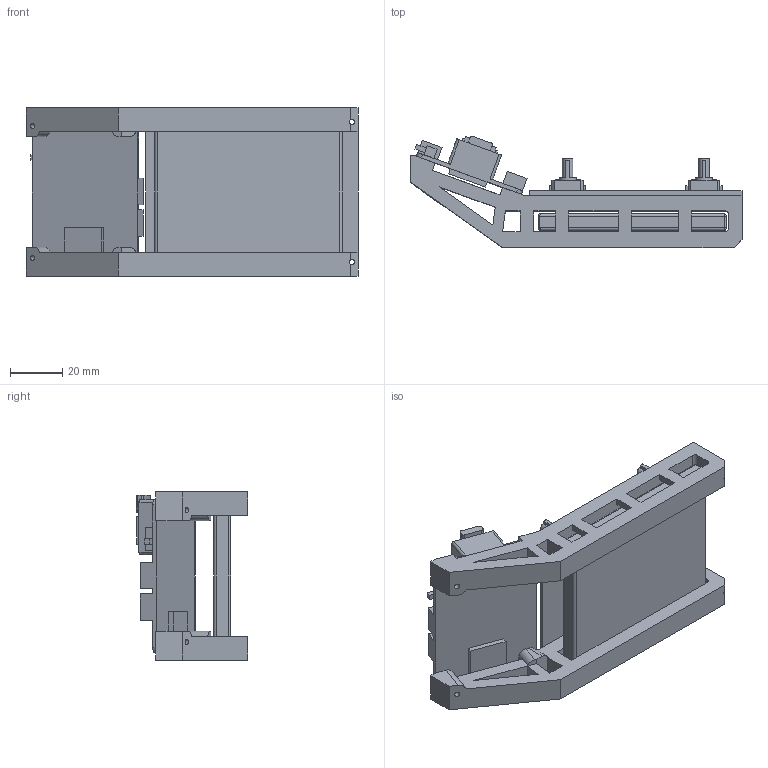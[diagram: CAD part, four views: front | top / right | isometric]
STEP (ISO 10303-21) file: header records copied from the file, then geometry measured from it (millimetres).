
FILE_DESCRIPTION(/* description */ (''),/* implementation_level */ '2;1');
FILE_NAME(/* name */ 'xiao synth v6.step',/* time_stamp */ '2024-10-21T20:43:16+05:30',/* author */ (''),/* organization */ (''),/* preprocessor_version */ 'ST-DEVELOPER v20',/* originating_system */ 'Autodesk Translation Framework v13.20.0.188',/* authorisation */ '');
FILE_SCHEMA (('AUTOMOTIVE_DESIGN { 1 0 10303 214 3 1 1 }'));
Length unit declared in the file: millimetre
Products named in the file (10): xiao synth; CIRCUIT; Component8; sw(Mirror) (1); sw; sw(Mirror) (1)(Mirror); sw(Mirror) (2); Component9; RIGHT; LEFT
Assembly tree (13 placements, depth 3):
  xiao synth
    CIRCUIT
    Component8
      sw  x3
      sw(Mirror) (1)
      sw(Mirror) (2)  x3
      sw(Mirror) (1)(Mirror)
    Component9
    RIGHT
    LEFT
Bounding box: 126.6 x 42.49 x 64.2 mm (x, y, z)
Volume: 80553.3 mm3; surface area: 53036.2 mm2
Topology: 93 solids, 93 shells, 848 faces, 1959 edges, 1290 vertices
Faces by surface type: plane 733, cylinder 107, bspline 8
Full cylindrical faces by diameter (mm): 1.5 x32, 2 x8, 2.5 x9, 3 x4, 3.2 x4, 4 x8, 6.5 x8
Entity records: 16073 total; most frequent: CARTESIAN_POINT 2932, DIRECTION 2599, ORIENTED_EDGE 2582, EDGE_CURVE 1291, LINE 1085, VECTOR 1085, VERTEX_POINT 850, AXIS2_PLACEMENT_3D 757
